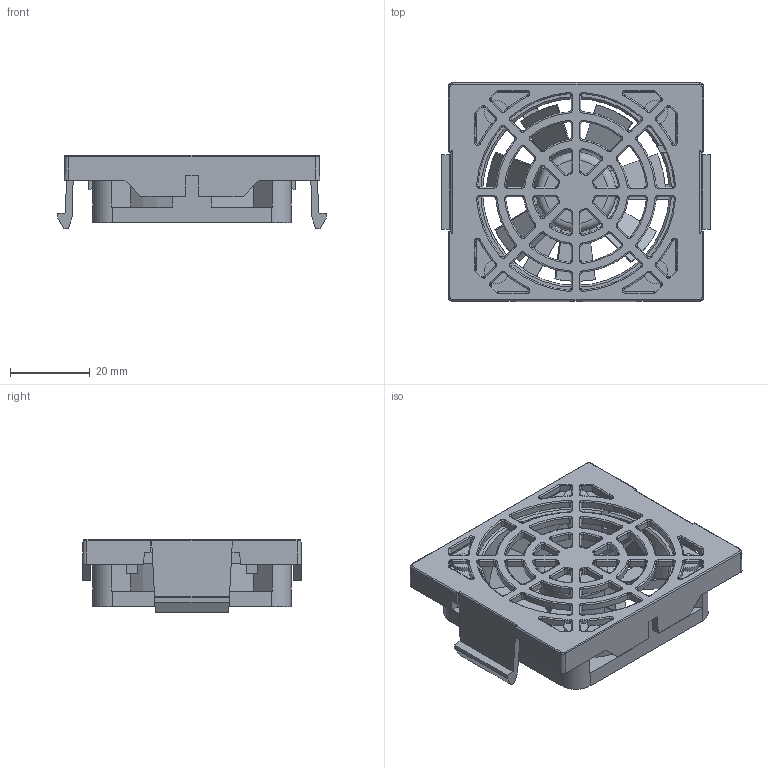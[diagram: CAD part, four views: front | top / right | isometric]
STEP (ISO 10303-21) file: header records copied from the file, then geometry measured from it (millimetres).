
FILE_DESCRIPTION (( 'STEP AP214' ), '1' );
FILE_NAME ('113771363.STEP', '2018-09-24T21:33:56', ( '' ), ( '' ), 'SwSTEP 2.0', 'SolidWorks 2017', '' );
FILE_SCHEMA (( 'AUTOMOTIVE_DESIGN' ));
Length unit declared in the file: millimetre
Products named in the file (1): 113771363
Bounding box: 67.62 x 55.16 x 18.42 mm (x, y, z)
Volume: 21791.5 mm3; surface area: 22996.2 mm2
Topology: 2 solids, 2 shells, 967 faces, 2518 edges, 1564 vertices
Faces by surface type: bspline 370, plane 332, cylinder 180, cone 57, torus 26, sphere 2
Entity records: 53128 total; most frequent: CARTESIAN_POINT 23885, ORIENTED_EDGE 5036, DIRECTION 3086, EDGE_CURVE 2518, VERTEX_POINT 1564, AXIS2_PLACEMENT_3D 1061, EDGE_LOOP 1054, FACE_OUTER_BOUND 967
